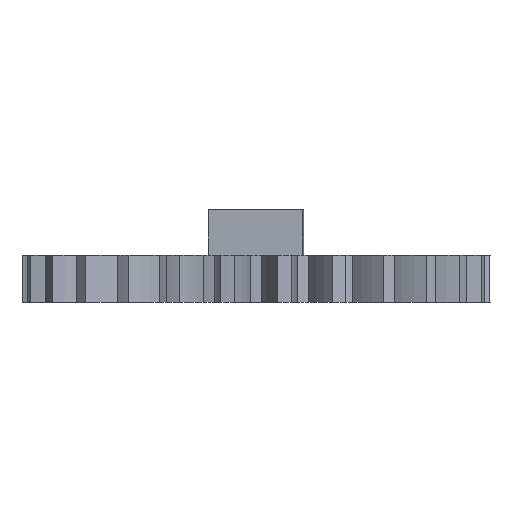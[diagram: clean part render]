
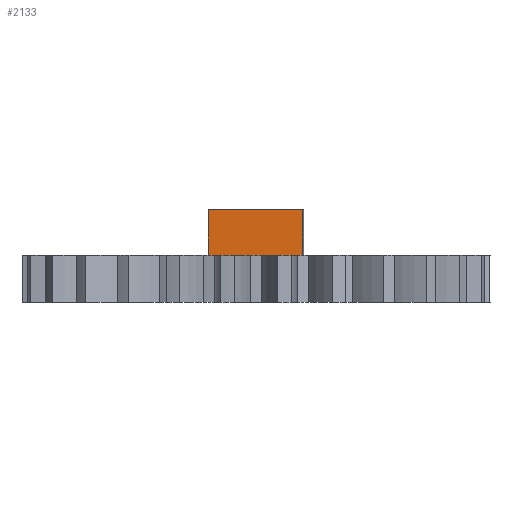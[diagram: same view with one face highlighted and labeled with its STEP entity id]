
A CAD part, left-side view. The second image highlights one B-rep face of the part: STEP entity #2133.
In plain terms, the highlighted planar face has unit normal (-0.999, 0.037, 0).
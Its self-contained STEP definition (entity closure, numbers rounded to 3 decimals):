
#126=LINE('',#3380,#244);
#127=LINE('',#3383,#245);
#128=LINE('',#3385,#246);
#129=LINE('',#3386,#247);
#244=VECTOR('',#2609,10.);
#245=VECTOR('',#2612,10.);
#246=VECTOR('',#2613,10.);
#247=VECTOR('',#2614,10.);
#471=FACE_OUTER_BOUND('',#586,.T.);
#586=EDGE_LOOP('',(#1475,#1476,#1477,#1478));
#916=VERTEX_POINT('',#3374);
#918=VERTEX_POINT('',#3378);
#919=VERTEX_POINT('',#3382);
#920=VERTEX_POINT('',#3384);
#1140=EDGE_CURVE('',#916,#918,#126,.T.);
#1141=EDGE_CURVE('',#916,#919,#127,.T.);
#1142=EDGE_CURVE('',#920,#918,#128,.T.);
#1143=EDGE_CURVE('',#919,#920,#129,.T.);
#1475=ORIENTED_EDGE('',*,*,#1141,.F.);
#1476=ORIENTED_EDGE('',*,*,#1140,.T.);
#1477=ORIENTED_EDGE('',*,*,#1142,.F.);
#1478=ORIENTED_EDGE('',*,*,#1143,.F.);
#2123=PLANE('',#2268);
#2133=ADVANCED_FACE('',(#471),#2123,.T.);
#2268=AXIS2_PLACEMENT_3D('',#3381,#2610,#2611);
#2609=DIRECTION('',(0.,0.,1.));
#2610=DIRECTION('center_axis',(-0.999,0.037,0.));
#2611=DIRECTION('ref_axis',(-0.037,-0.999,0.));
#2612=DIRECTION('',(0.037,0.999,0.));
#2613=DIRECTION('',(-0.037,-0.999,0.));
#2614=DIRECTION('',(0.,0.,1.));
#3374=CARTESIAN_POINT('',(-2.433,-4.913,5.));
#3378=CARTESIAN_POINT('',(-2.433,-4.913,9.8));
#3380=CARTESIAN_POINT('',(-2.433,-4.913,5.));
#3381=CARTESIAN_POINT('Origin',(-2.064,5.08,5.));
#3382=CARTESIAN_POINT('',(-2.064,5.08,5.));
#3383=CARTESIAN_POINT('',(-2.156,2.582,5.));
#3384=CARTESIAN_POINT('',(-2.064,5.08,9.8));
#3385=CARTESIAN_POINT('',(-2.064,5.08,9.8));
#3386=CARTESIAN_POINT('',(-2.064,5.08,5.));
